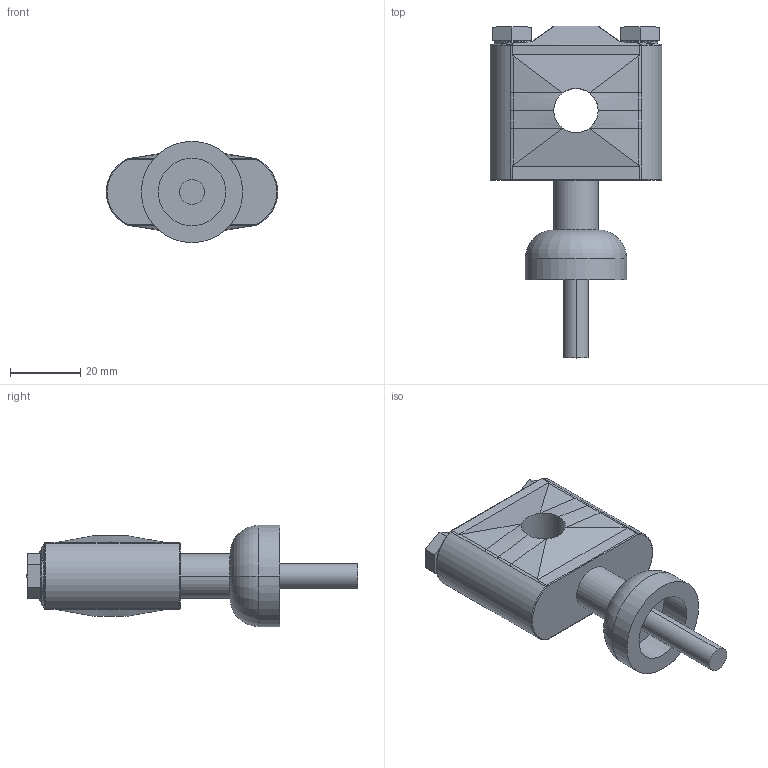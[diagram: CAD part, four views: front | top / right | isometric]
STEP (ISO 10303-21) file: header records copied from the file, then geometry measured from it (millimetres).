
FILE_DESCRIPTION (( 'STEP AP214' ), '1' );
FILE_NAME ('ZC1PC0.50T304ZP.STEP', '2023-05-30T15:29:22', ( '' ), ( '' ), 'SwSTEP 2.0', 'SolidWorks 2018', '' );
FILE_SCHEMA (( 'AUTOMOTIVE_DESIGN' ));
Length unit declared in the file: inch
Products named in the file (1): ZC1PC0.50T304ZP
Bounding box: 48.95 x 94.85 x 28.96 mm (x, y, z)
Volume: 43606.3 mm3; surface area: 11478.8 mm2
Topology: 1 solids, 1 shells, 152 faces, 367 edges, 218 vertices
Faces by surface type: cylinder 47, plane 44, bspline 41, torus 20
Entity records: 6079 total; most frequent: CARTESIAN_POINT 2897, ORIENTED_EDGE 726, DIRECTION 570, EDGE_CURVE 363, AXIS2_PLACEMENT_3D 219, VERTEX_POINT 218, EDGE_LOOP 159, FACE_OUTER_BOUND 152
